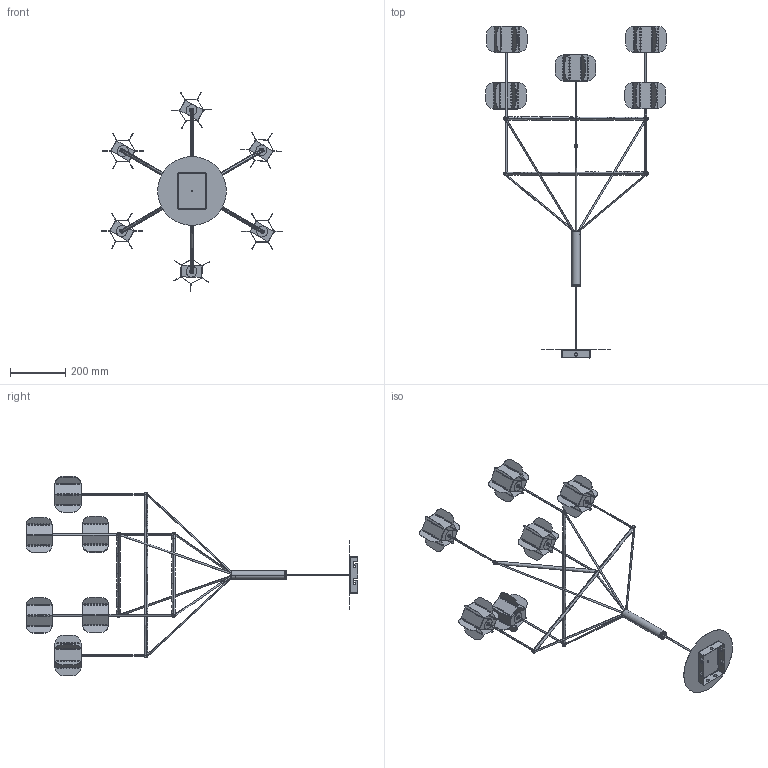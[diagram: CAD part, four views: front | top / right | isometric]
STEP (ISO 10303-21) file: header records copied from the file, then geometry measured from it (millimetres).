
FILE_DESCRIPTION (( 'STEP AP203' ), '1' );
FILE_NAME ('1010.STEP', '2023-06-15T06:25:13', ( '' ), ( '' ), 'SwSTEP 2.0', 'SolidWorks 2022', '' );
FILE_SCHEMA (( 'CONFIG_CONTROL_DESIGN' ));
Length unit declared in the file: millimetre
Products named in the file (13): 1010; kabel 02.IGS; 08101010-ASM.IGS; 08101041.IGS; kabel 03.IGS; Kruh 01 strop.IGS; 08101030.IGS; 08101042.IGS; 08101011_Rozvin JP.IGS; 08101012.IGS; kabel 235.IGS; Kruh 02 U-kryt.IGS; kabel 01.IGS
Assembly tree (57 placements, depth 3):
  1010
    08101010-ASM.IGS
      08101012.IGS  x24
      08101011_Rozvin JP.IGS  x12
      08101030.IGS  x3
      kabel 235.IGS  x7
      08101042.IGS
      08101041.IGS
      kabel 01.IGS  x2
      kabel 02.IGS  x2
      kabel 03.IGS  x2
      Kruh 02 U-kryt.IGS
      Kruh 01 strop.IGS
Bounding box: 657.72 x 1206.45 x 724.8 mm (x, y, z)
Volume: 423155.1 mm3; surface area: 1080562.4 mm2
Topology: 56 solids, 56 shells, 5142 faces, 13234 edges, 7052 vertices
Faces by surface type: bspline 4638, plane 504
Entity records: 18034 total; most frequent: CARTESIAN_POINT 7042, ORIENTED_EDGE 2068, DIRECTION 1324, EDGE_CURVE 1034, VERTEX_POINT 580, AXIS2_PLACEMENT_3D 462, EDGE_LOOP 434, FACE_OUTER_BOUND 412
